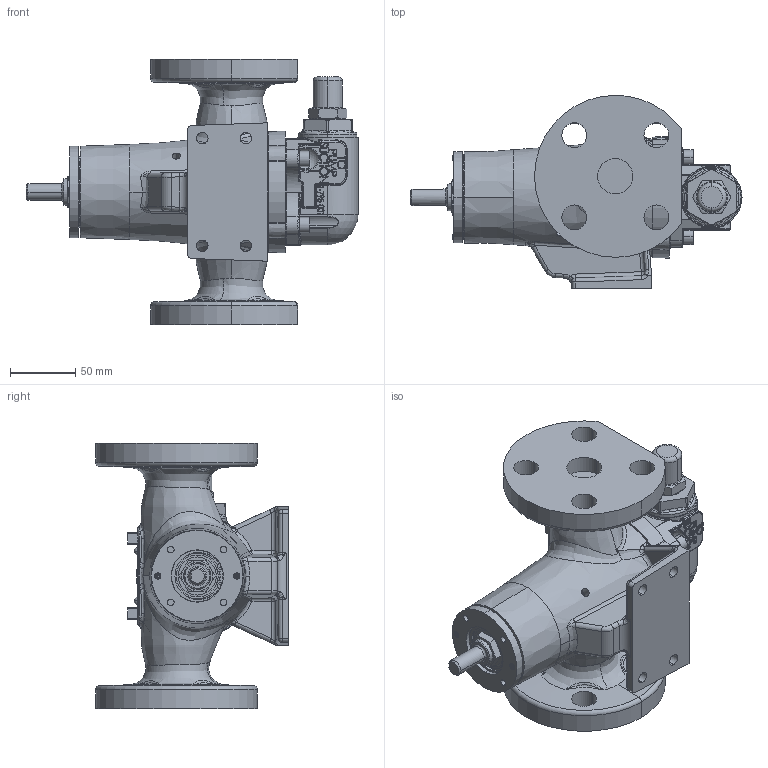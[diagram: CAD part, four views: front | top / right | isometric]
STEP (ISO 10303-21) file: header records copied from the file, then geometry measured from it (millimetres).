
FILE_DESCRIPTION (( 'STEP AP214' ), '1' );
FILE_NAME ('GV-1259.STEP', '2019-05-24T16:53:43', ( '' ), ( '' ), 'SwSTEP 2.0', 'SolidWorks 2018', '' );
FILE_SCHEMA (( 'AUTOMOTIVE_DESIGN' ));
Length unit declared in the file: inch
Products named in the file (1): GV-1259
Bounding box: 254.09 x 147.7 x 203.2 mm (x, y, z)
Volume: 1740942.5 mm3; surface area: 174494.6 mm2
Topology: 1 solids, 1 shells, 1619 faces, 4347 edges, 2879 vertices
Faces by surface type: plane 698, bspline 410, cylinder 304, cone 128, sphere 42, torus 37
Entity records: 100250 total; most frequent: CARTESIAN_POINT 52196, ORIENTED_EDGE 8616, DIRECTION 6463, EDGE_CURVE 4308, VERTEX_POINT 2878, VECTOR 2241, LINE 2241, AXIS2_PLACEMENT_3D 2111
